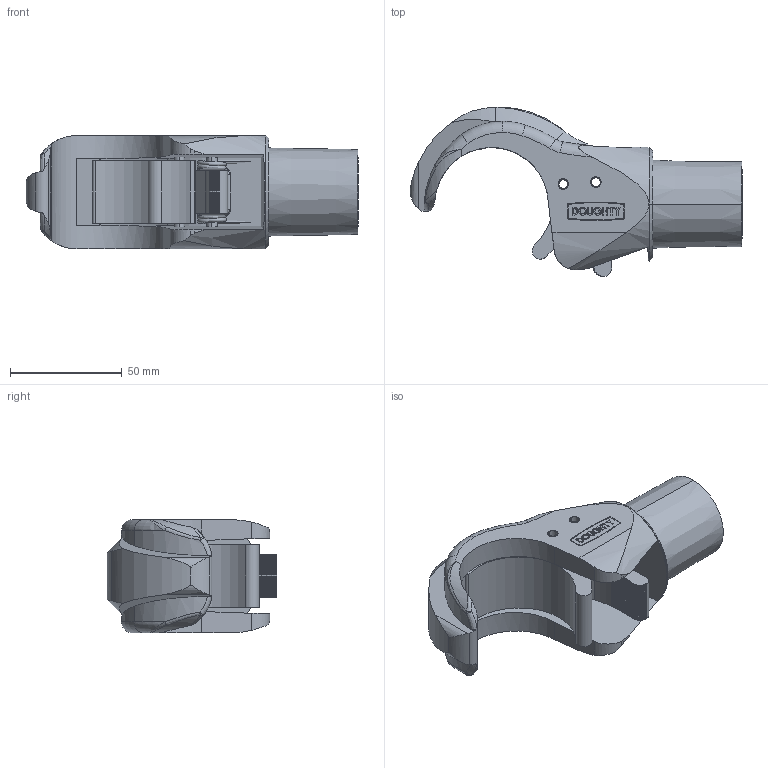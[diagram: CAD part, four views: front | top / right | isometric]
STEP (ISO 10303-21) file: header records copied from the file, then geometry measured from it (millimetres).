
FILE_DESCRIPTION (( 'STEP AP203' ), '1' );
FILE_NAME ('T58763.STEP', '2018-08-13T07:15:48', ( '' ), ( '' ), 'SwSTEP 2.0', 'SolidWorks 2016', '' );
FILE_SCHEMA (( 'CONFIG_CONTROL_DESIGN' ));
Length unit declared in the file: millimetre
Products named in the file (9): S2801_Compressed; TH2026; TH374; F788 ; TH373; T58763; TH2146_TH2149; S2947_Spring for 50mm clamp; TH2025
Assembly tree (9 placements, depth 3):
  T58763
    TH2146_TH2149
    TH374
      TH2026
    S2801_Compressed
    S2947_Spring for 50mm clamp
    F788   x2
    TH373
      TH2025
Bounding box: 148.86 x 75.98 x 51.02 mm (x, y, z)
Volume: 138500.7 mm3; surface area: 51563.7 mm2
Topology: 7 solids, 7 shells, 401 faces, 1099 edges, 715 vertices
Faces by surface type: cylinder 210, plane 111, torus 29, bspline 26, cone 21, sphere 4
Entity records: 17777 total; most frequent: CARTESIAN_POINT 7019, ORIENTED_EDGE 2118, DIRECTION 2075, EDGE_CURVE 1059, AXIS2_PLACEMENT_3D 820, VERTEX_POINT 691, CIRCLE 447, VECTOR 435
